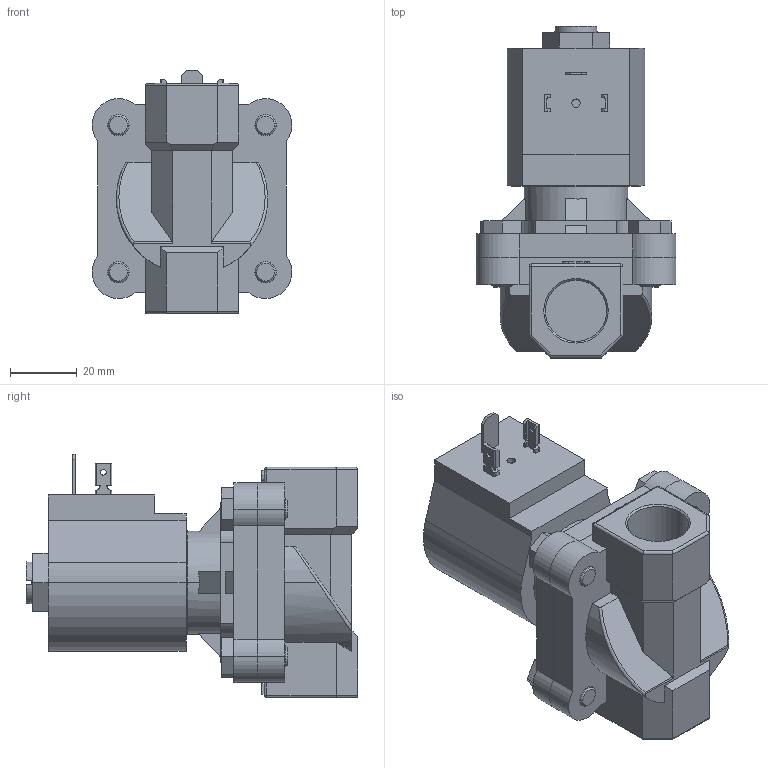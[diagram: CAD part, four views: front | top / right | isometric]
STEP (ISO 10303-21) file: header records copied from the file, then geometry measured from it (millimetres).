
FILE_DESCRIPTION (( 'STEP AP203' ), '1' );
FILE_NAME ('NS201YF24CPDG4.step', '2022-03-01T17:16:08', ( '' ), ( '' ), 'SwSTEP 2.0', 'SolidWorks 2021', '' );
FILE_SCHEMA (( 'CONFIG_CONTROL_DESIGN' ));
Length unit declared in the file: inch
Products named in the file (1): NS201YF24CPDG4
Bounding box: 59.69 x 99.06 x 72.77 mm (x, y, z)
Volume: 164956.3 mm3; surface area: 43536.7 mm2
Topology: 11 solids, 11 shells, 385 faces, 1000 edges, 652 vertices
Faces by surface type: plane 239, cylinder 113, bspline 17, cone 12, sphere 4
Entity records: 12971 total; most frequent: CARTESIAN_POINT 3467, ORIENTED_EDGE 1992, DIRECTION 1877, EDGE_CURVE 996, VECTOR 705, LINE 705, VERTEX_POINT 652, AXIS2_PLACEMENT_3D 586
